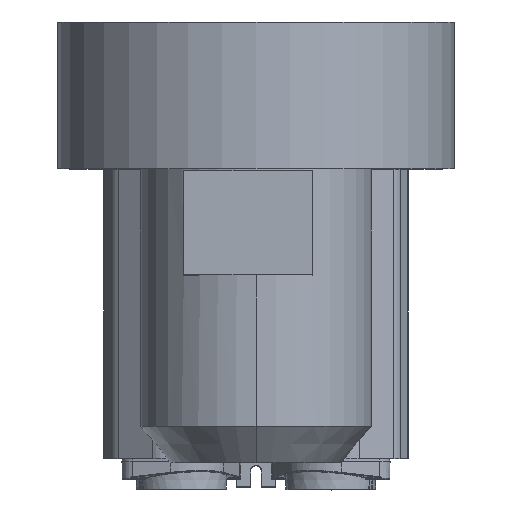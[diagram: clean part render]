
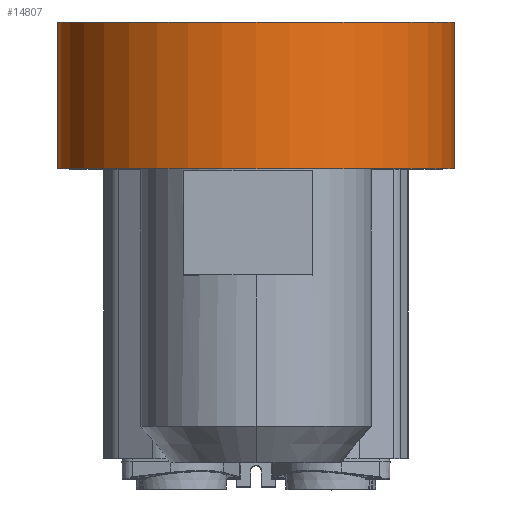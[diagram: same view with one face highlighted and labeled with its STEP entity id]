
A CAD part, top view. The second image highlights one B-rep face of the part: STEP entity #14807.
In plain terms, the highlighted cylindrical face has radius 275 mm (diameter 550 mm), a partial arc.
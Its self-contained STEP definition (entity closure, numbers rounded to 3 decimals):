
#2305=CARTESIAN_POINT('',(0.,-138.3,0.));
#2306=DIRECTION('',(0.,1.,0.));
#2307=DIRECTION('',(-1.,0.,0.));
#2308=AXIS2_PLACEMENT_3D('',#2305,#2306,#2307);
#2479=DIRECTION('',(0.,-1.,0.));
#2480=VECTOR('',#2479,203.3);
#2481=CARTESIAN_POINT('',(-275.,65.,0.));
#2482=LINE('',#2481,#2480);
#2584=CARTESIAN_POINT('',(0.,65.,0.));
#2585=DIRECTION('',(0.,1.,0.));
#2586=DIRECTION('',(-1.,0.,0.));
#2587=AXIS2_PLACEMENT_3D('',#2584,#2585,#2586);
#2589=DIRECTION('',(0.,-1.,0.));
#2590=VECTOR('',#2589,203.3);
#2591=CARTESIAN_POINT('',(275.,65.,0.));
#2592=LINE('',#2591,#2590);
#8470=CARTESIAN_POINT('',(-275.,-138.3,0.));
#8471=VERTEX_POINT('',#8470);
#8472=CARTESIAN_POINT('',(275.,-138.3,0.));
#8473=VERTEX_POINT('',#8472);
#9808=CARTESIAN_POINT('',(275.,65.,0.));
#9809=CARTESIAN_POINT('',(-275.,65.,0.));
#9810=VERTEX_POINT('',#9808);
#9811=VERTEX_POINT('',#9809);
#14796=CARTESIAN_POINT('',(0.,65.,0.));
#14797=DIRECTION('',(0.,1.,0.));
#14798=DIRECTION('',(-1.,0.,0.));
#14799=AXIS2_PLACEMENT_3D('',#14796,#14797,#14798);
#14800=CYLINDRICAL_SURFACE('',#14799,275.);
#14801=ORIENTED_EDGE('',*,*,#14773,.T.);
#14802=ORIENTED_EDGE('',*,*,#14762,.T.);
#14803=ORIENTED_EDGE('',*,*,#14525,.F.);
#14804=ORIENTED_EDGE('',*,*,#14710,.F.);
#14805=EDGE_LOOP('',(#14801,#14802,#14803,#14804));
#14806=FACE_OUTER_BOUND('',#14805,.F.);
#14807=ADVANCED_FACE('',(#14806),#14800,.T.);
#2309=CIRCLE('',#2308,275.);
#2588=CIRCLE('',#2587,275.);
#14525=EDGE_CURVE('',#8471,#8473,#2309,.T.);
#14710=EDGE_CURVE('',#9811,#8471,#2482,.T.);
#14762=EDGE_CURVE('',#9810,#8473,#2592,.T.);
#14773=EDGE_CURVE('',#9811,#9810,#2588,.T.);
